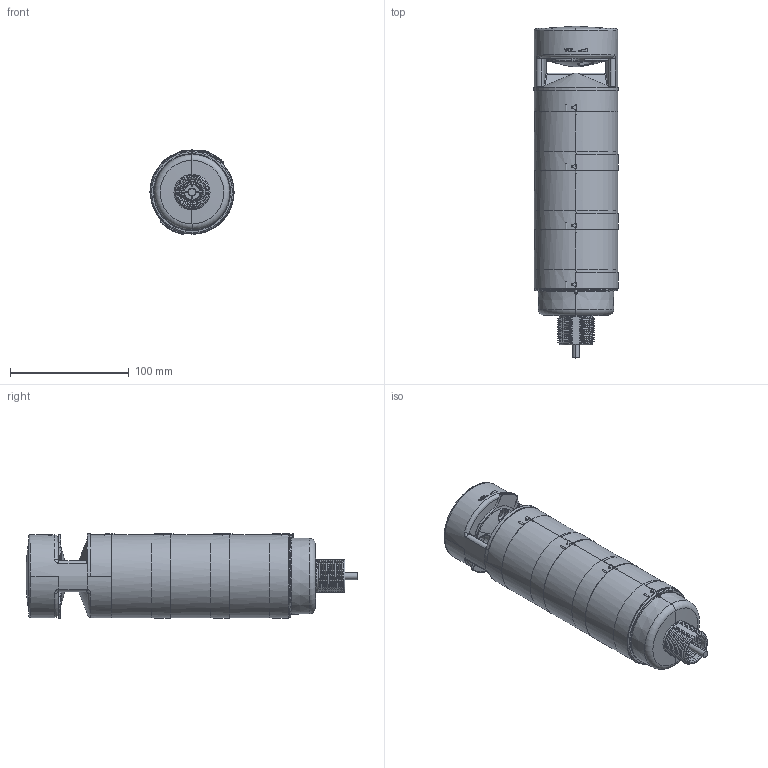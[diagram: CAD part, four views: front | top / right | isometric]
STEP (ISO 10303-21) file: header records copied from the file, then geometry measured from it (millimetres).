
FILE_DESCRIPTION((''),'2;1');
FILE_NAME('181462_ASM','2014-08-08T',('pdmadmin'),(''),'PRO/ENGINEER BY PARAMETRIC TECHNOLOGY CORPORATION, 2013230','PRO/ENGINEER BY PARAMETRIC TECHNOLOGY CORPORATION, 2013230','');
FILE_SCHEMA(('CONFIG_CONTROL_DESIGN'));
Length unit declared in the file: millimetre
Products named in the file (9): 180077; 179879; 179880; 180306; 180307; 180308; 62676; CABLE_592; 181462_ASM
Assembly tree (12 placements, depth 2):
  181462_ASM
    180077
    179879  x3
    179880  x3
    180306
    180307
    180308
    62676
    CABLE_592
Bounding box: 71 x 279.61 x 71.25 mm (x, y, z)
Volume: 256046.2 mm3; surface area: 186061.3 mm2
Topology: 12 solids, 16 shells, 3103 faces, 7594 edges, 4554 vertices
Faces by surface type: bspline 950, cylinder 852, plane 571, torus 311, cone 248, sphere 145, extrusion 22, revolution 4
Entity records: 107965 total; most frequent: CARTESIAN_POINT 66616, ORIENTED_EDGE 9524, DIRECTION 7423, EDGE_CURVE 4766, AXIS2_PLACEMENT_3D 3086, VERTEX_POINT 2906, EDGE_LOOP 2016, FACE_OUTER_BOUND 1921
